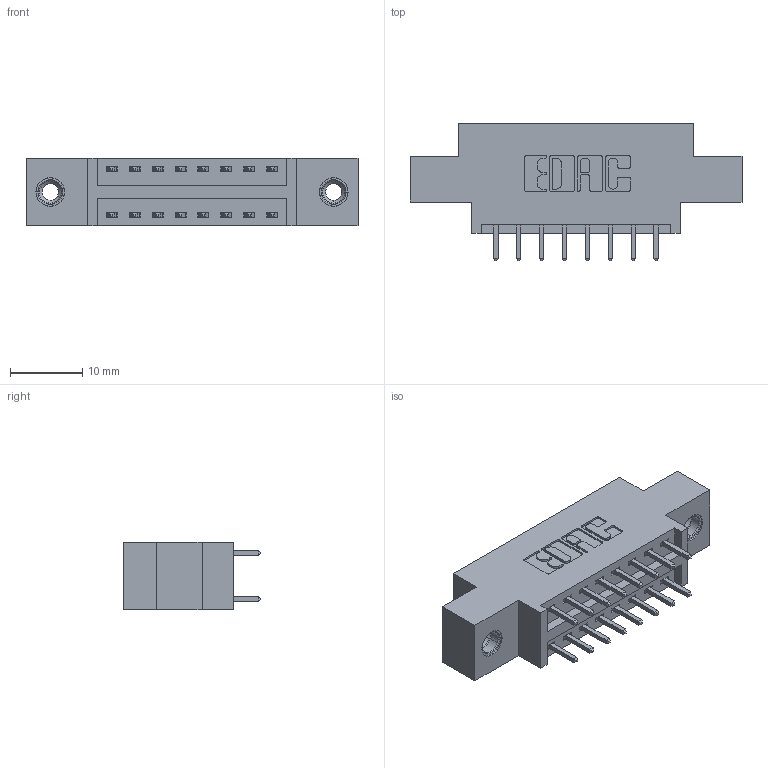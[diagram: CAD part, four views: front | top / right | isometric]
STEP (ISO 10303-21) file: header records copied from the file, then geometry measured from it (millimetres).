
FILE_DESCRIPTION (( 'STEP AP203' ), '1' );
FILE_NAME ('396-016-521-808.STEP', '2018-08-31T22:45:33', ( '' ), ( '' ), 'SwSTEP 2.0', 'SolidWorks 2016', '' );
FILE_SCHEMA (( 'CONFIG_CONTROL_DESIGN' ));
Length unit declared in the file: inch
Products named in the file (4): 346 Part_0.170 Offset - 0.156 Dia-TI; 345-292-001_345-293-121; 345-250-001_345-250-003-102; 396-016-521-808
Assembly tree (19 placements, depth 2):
  396-016-521-808
    346 Part_0.170 Offset - 0.156 Dia-TI
    345-292-001_345-293-121  x16
    345-250-001_345-250-003-102  x2
Bounding box: 45.97 x 19.05 x 9.4 mm (x, y, z)
Volume: 4051.3 mm3; surface area: 5190.1 mm2
Topology: 19 solids, 19 shells, 1018 faces, 2957 edges, 1942 vertices
Faces by surface type: plane 672, cylinder 330, cone 12, torus 4
Entity records: 11134 total; most frequent: CARTESIAN_POINT 1867, ORIENTED_EDGE 1794, DIRECTION 1723, EDGE_CURVE 897, VECTOR 713, LINE 713, VERTEX_POINT 592, AXIS2_PLACEMENT_3D 505
